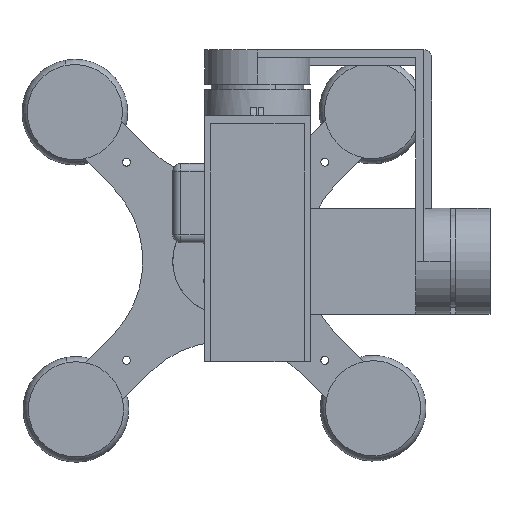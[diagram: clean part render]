
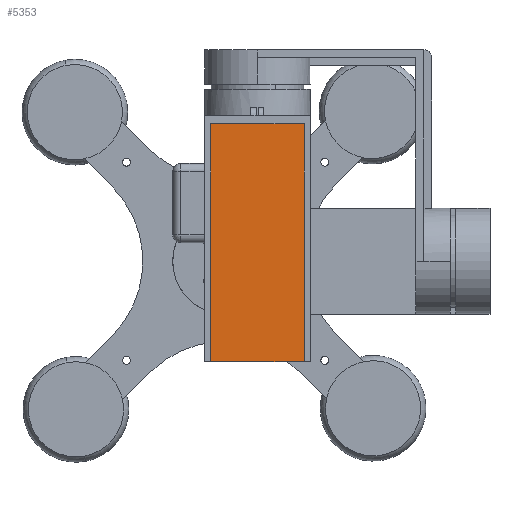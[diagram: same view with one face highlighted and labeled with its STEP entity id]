
A CAD part, front view. The second image highlights one B-rep face of the part: STEP entity #5353.
In plain terms, the highlighted face is planar.
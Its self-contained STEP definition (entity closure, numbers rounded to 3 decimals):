
#1197 = VERTEX_POINT ( 'NONE', #4146 ) ;
#1423 = CARTESIAN_POINT ( 'NONE',  ( 26., 0., -17.715 ) ) ;
#1476 = CARTESIAN_POINT ( 'NONE',  ( 26., -90., 17.715 ) ) ;
#1739 = CARTESIAN_POINT ( 'NONE',  ( 26., -90., 17.715 ) ) ;
#1740 = FACE_OUTER_BOUND ( 'NONE', #7279, .T. ) ;
#2070 = DIRECTION ( 'NONE',  ( 0., 0., 1. ) ) ;
#2499 = AXIS2_PLACEMENT_3D ( 'NONE', #9365, #3804, #6162 ) ;
#3022 = CARTESIAN_POINT ( 'NONE',  ( 26., -90., -17.715 ) ) ;
#3804 = DIRECTION ( 'NONE',  ( -1., 0., 0. ) ) ;
#3985 = VERTEX_POINT ( 'NONE', #1423 ) ;
#4146 = CARTESIAN_POINT ( 'NONE',  ( 26., 0., 17.715 ) ) ;
#4673 = VERTEX_POINT ( 'NONE', #4788 ) ;
#4788 = CARTESIAN_POINT ( 'NONE',  ( 26., -90., 17.715 ) ) ;
#5018 = CARTESIAN_POINT ( 'NONE',  ( 26., 0., 17.715 ) ) ;
#5290 = EDGE_CURVE ( 'NONE', #3985, #1197, #9415, .T. ) ;
#5353 = ADVANCED_FACE ( 'NONE', ( #1740 ), #8269, .F. ) ;
#5382 = LINE ( 'NONE', #3022, #6969 ) ;
#6162 = DIRECTION ( 'NONE',  ( 0., 0., 1. ) ) ;
#6286 = VERTEX_POINT ( 'NONE', #8820 ) ;
#6637 = VECTOR ( 'NONE', #13868, 1000. ) ;
#6969 = VECTOR ( 'NONE', #13074, 1000. ) ;
#7279 = EDGE_LOOP ( 'NONE', ( #9982, #9573, #9337, #13084 ) ) ;
#8269 = PLANE ( 'NONE',  #2499 ) ;
#8679 = VECTOR ( 'NONE', #9293, 1000. ) ;
#8820 = CARTESIAN_POINT ( 'NONE',  ( 26., -90., -17.715 ) ) ;
#8924 = VECTOR ( 'NONE', #2070, 1000. ) ;
#9293 = DIRECTION ( 'NONE',  ( 0., 1., 0. ) ) ;
#9337 = ORIENTED_EDGE ( 'NONE', *, *, #10994, .F. ) ;
#9365 = CARTESIAN_POINT ( 'NONE',  ( 26., -90., 17.715 ) ) ;
#9415 = LINE ( 'NONE', #5018, #6637 ) ;
#9573 = ORIENTED_EDGE ( 'NONE', *, *, #14016, .F. ) ;
#9982 = ORIENTED_EDGE ( 'NONE', *, *, #5290, .T. ) ;
#10078 = LINE ( 'NONE', #1476, #8679 ) ;
#10994 = EDGE_CURVE ( 'NONE', #6286, #4673, #12078, .T. ) ;
#12078 = LINE ( 'NONE', #1739, #8924 ) ;
#12485 = EDGE_CURVE ( 'NONE', #6286, #3985, #5382, .T. ) ;
#13074 = DIRECTION ( 'NONE',  ( 0., 1., 0. ) ) ;
#13084 = ORIENTED_EDGE ( 'NONE', *, *, #12485, .T. ) ;
#13868 = DIRECTION ( 'NONE',  ( 0., 0., 1. ) ) ;
#14016 = EDGE_CURVE ( 'NONE', #4673, #1197, #10078, .T. ) ;
